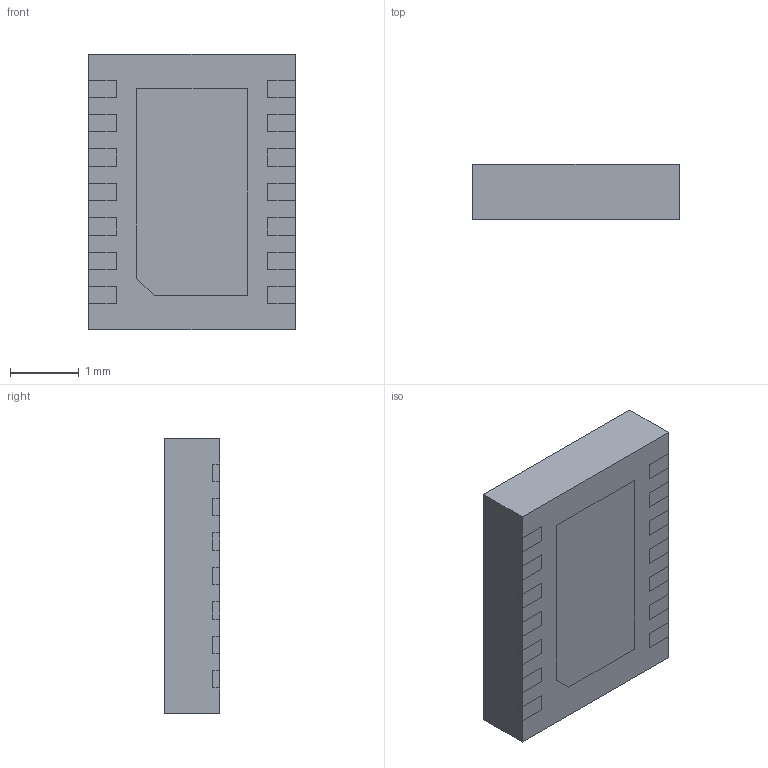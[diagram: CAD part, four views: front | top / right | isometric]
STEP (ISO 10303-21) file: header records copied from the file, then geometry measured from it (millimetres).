
FILE_DESCRIPTION (( 'STEP AP214' ), '1' );
FILE_NAME ('NHK14.STEP', '2024-04-11T07:04:30', ( '' ), ( '' ), 'SwSTEP 2.0', 'SolidWorks 2021', '' );
FILE_SCHEMA (( 'AUTOMOTIVE_DESIGN' ));
Length unit declared in the file: millimetre
Products named in the file (1): NHK14
Bounding box: 3 x 0.8 x 4 mm (x, y, z)
Volume: 9.6 mm3; surface area: 52.5 mm2
Topology: 17 solids, 17 shells, 166 faces, 390 edges, 260 vertices
Faces by surface type: plane 162, cylinder 4
Entity records: 4840 total; most frequent: CARTESIAN_POINT 817, ORIENTED_EDGE 780, DIRECTION 732, EDGE_CURVE 390, VECTOR 382, LINE 382, VERTEX_POINT 260, AXIS2_PLACEMENT_3D 175
